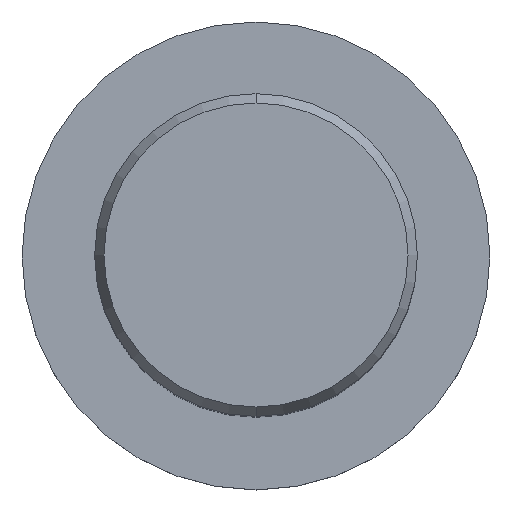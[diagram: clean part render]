
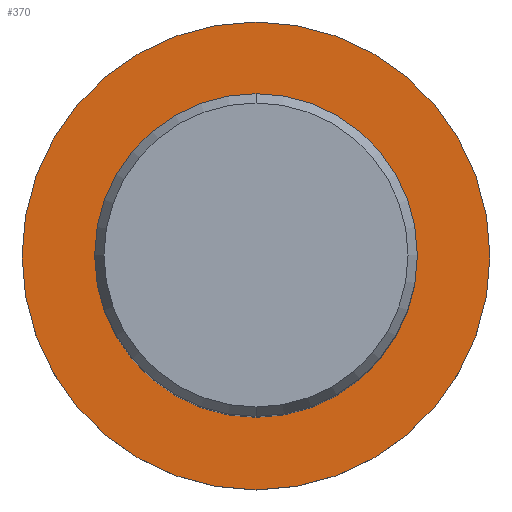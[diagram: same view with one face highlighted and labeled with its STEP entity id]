
A CAD part, top view. The second image highlights one B-rep face of the part: STEP entity #370.
In plain terms, the highlighted planar face has unit normal (0, 0, 1).
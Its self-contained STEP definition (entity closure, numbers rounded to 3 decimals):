
#336=VERTEX_POINT('',#802);
#370=ADVANCED_FACE('',(#840,#841),#842,.T.);
#382=VERTEX_POINT('',#856);
#406=VERTEX_POINT('',#883);
#408=VERTEX_POINT('',#885);
#412=EDGE_CURVE('',#382,#408,#889,.T.);
#440=EDGE_CURVE('',#408,#382,#919,.T.);
#664=EDGE_CURVE('',#406,#336,#1163,.T.);
#676=EDGE_CURVE('',#336,#406,#1175,.T.);
#802=CARTESIAN_POINT('',(0.,-29.0,-68.0));
#840=FACE_BOUND('',#1391,.T.);
#841=FACE_OUTER_BOUND('',#1392,.T.);
#842=PLANE('',#1393);
#856=CARTESIAN_POINT('',(0.,-20.0,-68.0));
#883=CARTESIAN_POINT('',(0.0,29.0,-68.0));
#885=CARTESIAN_POINT('',(0.0,20.0,-68.0));
#889=CIRCLE('',#1449,20.0);
#919=CIRCLE('',#1520,20.0);
#1163=CIRCLE('',#2015,29.0);
#1175=CIRCLE('',#2059,29.0);
#1391=EDGE_LOOP('',(#2273,#2274));
#1392=EDGE_LOOP('',(#2275,#2276));
#1393=AXIS2_PLACEMENT_3D('',#2277,#2278,#2279);
#1449=AXIS2_PLACEMENT_3D('',#2343,#2344,#2345);
#1520=AXIS2_PLACEMENT_3D('',#2375,#2376,#2377);
#2015=AXIS2_PLACEMENT_3D('',#2652,#2653,#2654);
#2059=AXIS2_PLACEMENT_3D('',#2667,#2668,#2669);
#2273=ORIENTED_EDGE('',*,*,#440,.T.);
#2274=ORIENTED_EDGE('',*,*,#412,.T.);
#2275=ORIENTED_EDGE('',*,*,#664,.F.);
#2276=ORIENTED_EDGE('',*,*,#676,.F.);
#2277=CARTESIAN_POINT('',(0.0,14.5,-68.0));
#2278=DIRECTION('',(-0.0,0.0,1.0));
#2279=DIRECTION('',(0.0,-1.0,0.0));
#2343=CARTESIAN_POINT('',(0.0,0.0,-68.0));
#2344=DIRECTION('',(-0.0,0.0,-1.0));
#2345=DIRECTION('',(0.0,1.0,0.0));
#2375=CARTESIAN_POINT('',(0.0,0.0,-68.0));
#2376=DIRECTION('',(-0.0,0.0,-1.0));
#2377=DIRECTION('',(0.0,1.0,0.0));
#2652=CARTESIAN_POINT('',(0.0,0.0,-68.0));
#2653=DIRECTION('',(0.0,0.0,-1.0));
#2654=DIRECTION('',(0.0,1.0,0.0));
#2667=CARTESIAN_POINT('',(0.0,0.0,-68.0));
#2668=DIRECTION('',(0.0,0.0,-1.0));
#2669=DIRECTION('',(0.0,1.0,0.0));
